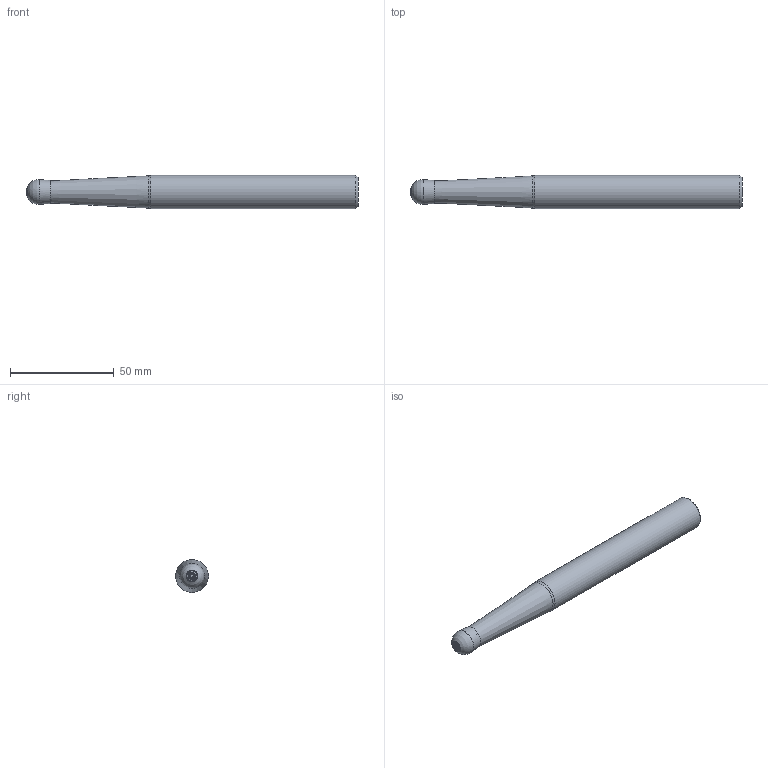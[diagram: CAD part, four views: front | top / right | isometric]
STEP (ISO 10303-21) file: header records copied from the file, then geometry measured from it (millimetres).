
FILE_DESCRIPTION(/* description */ (''),/* implementation_level */ '2;1');
FILE_NAME(/* name */ '12K2R060A16_SRC12_A_SIM.stp',/* time_stamp */ '2022-01-14T09:24:03+01:00',/* author */ (''),/* organization */ (''),/* preprocessor_version */ 'ST-DEVELOPER v16.7',/* originating_system */ 'SIEMENS PLM Software NX 12.0',/* authorisation */ '');
FILE_SCHEMA (('AUTOMOTIVE_DESIGN { 1 0 10303 214 3 1 1 1 }'));
Length unit declared in the file: millimetre
Products named in the file (1): fo3414C86DA8ouzx
Bounding box: 160 x 16 x 16 mm (x, y, z)
Volume: 28564.2 mm3; surface area: 8088.4 mm2
Topology: 2 solids, 2 shells, 15 faces, 36 edges, 23 vertices
Faces by surface type: revolution 7, plane 2, cylinder 2, cone 2, sphere 1, torus 1
Full cylindrical faces by diameter (mm): 10.5 x1, 16 x1
Entity records: 371 total; most frequent: CARTESIAN_POINT 96, DIRECTION 47, EDGE_LOOP 26, ORIENTED_EDGE 26, FACE_BOUND 24, AXIS2_PLACEMENT_3D 19, ADVANCED_FACE 15, VERTEX_POINT 14
